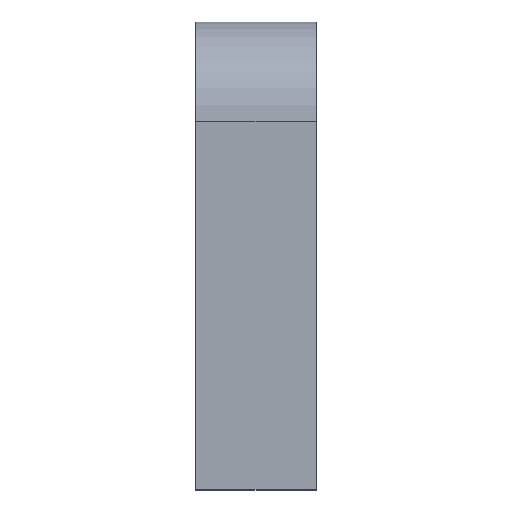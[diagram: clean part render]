
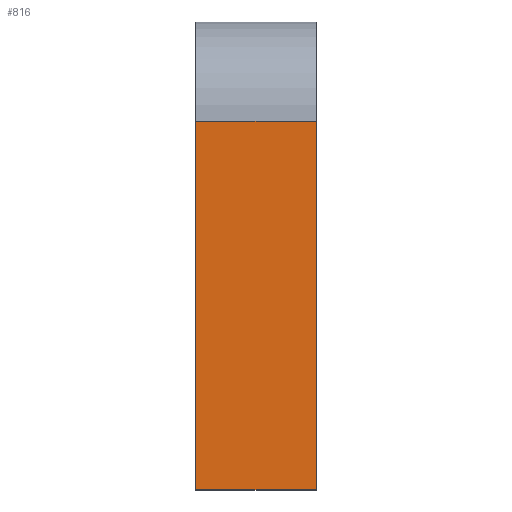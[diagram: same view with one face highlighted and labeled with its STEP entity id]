
A CAD part, left-side view. The second image highlights one B-rep face of the part: STEP entity #816.
In plain terms, the highlighted planar face has unit normal (-1, 0, 0).
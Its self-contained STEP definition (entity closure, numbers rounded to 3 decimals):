
#1 = LINE ( 'NONE', #280, #418 ) ;
#17 = EDGE_CURVE ( 'NONE', #194, #63, #401, .T. ) ;
#21 = VECTOR ( 'NONE', #390, 1000. ) ;
#63 = VERTEX_POINT ( 'NONE', #773 ) ;
#71 = CARTESIAN_POINT ( 'NONE',  ( -4.95, 3., 0. ) ) ;
#91 = EDGE_LOOP ( 'NONE', ( #233, #292, #159, #217 ) ) ;
#140 = DIRECTION ( 'NONE',  ( 0., 0., 1. ) ) ;
#155 = EDGE_CURVE ( 'NONE', #194, #443, #1, .T. ) ;
#159 = ORIENTED_EDGE ( 'NONE', *, *, #17, .F. ) ;
#171 = VECTOR ( 'NONE', #633, 1000. ) ;
#194 = VERTEX_POINT ( 'NONE', #340 ) ;
#217 = ORIENTED_EDGE ( 'NONE', *, *, #155, .T. ) ;
#233 = ORIENTED_EDGE ( 'NONE', *, *, #512, .T. ) ;
#280 = CARTESIAN_POINT ( 'NONE',  ( -4.95, 3., -18.385 ) ) ;
#292 = ORIENTED_EDGE ( 'NONE', *, *, #838, .F. ) ;
#340 = CARTESIAN_POINT ( 'NONE',  ( -4.95, 3., -18.385 ) ) ;
#352 = DIRECTION ( 'NONE',  ( 1., 0., 0. ) ) ;
#355 = DIRECTION ( 'NONE',  ( 0., 0., -1. ) ) ;
#366 = VERTEX_POINT ( 'NONE', #888 ) ;
#390 = DIRECTION ( 'NONE',  ( 0., 0., 1. ) ) ;
#401 = LINE ( 'NONE', #599, #21 ) ;
#411 = PLANE ( 'NONE',  #726 ) ;
#418 = VECTOR ( 'NONE', #556, 1000. ) ;
#443 = VERTEX_POINT ( 'NONE', #463 ) ;
#463 = CARTESIAN_POINT ( 'NONE',  ( -4.95, -3., -18.385 ) ) ;
#504 = VECTOR ( 'NONE', #140, 1000. ) ;
#512 = EDGE_CURVE ( 'NONE', #443, #366, #693, .T. ) ;
#556 = DIRECTION ( 'NONE',  ( 0., -1., 0. ) ) ;
#557 = FACE_OUTER_BOUND ( 'NONE', #91, .T. ) ;
#599 = CARTESIAN_POINT ( 'NONE',  ( -4.95, 3., 0. ) ) ;
#633 = DIRECTION ( 'NONE',  ( 0., -1., 0. ) ) ;
#686 = CARTESIAN_POINT ( 'NONE',  ( -4.95, 3., 0. ) ) ;
#693 = LINE ( 'NONE', #842, #504 ) ;
#726 = AXIS2_PLACEMENT_3D ( 'NONE', #71, #352, #355 ) ;
#773 = CARTESIAN_POINT ( 'NONE',  ( -4.95, 3., 0. ) ) ;
#774 = LINE ( 'NONE', #686, #171 ) ;
#816 = ADVANCED_FACE ( 'NONE', ( #557 ), #411, .F. ) ;
#838 = EDGE_CURVE ( 'NONE', #63, #366, #774, .T. ) ;
#842 = CARTESIAN_POINT ( 'NONE',  ( -4.95, -3., 0. ) ) ;
#888 = CARTESIAN_POINT ( 'NONE',  ( -4.95, -3., 0. ) ) ;
